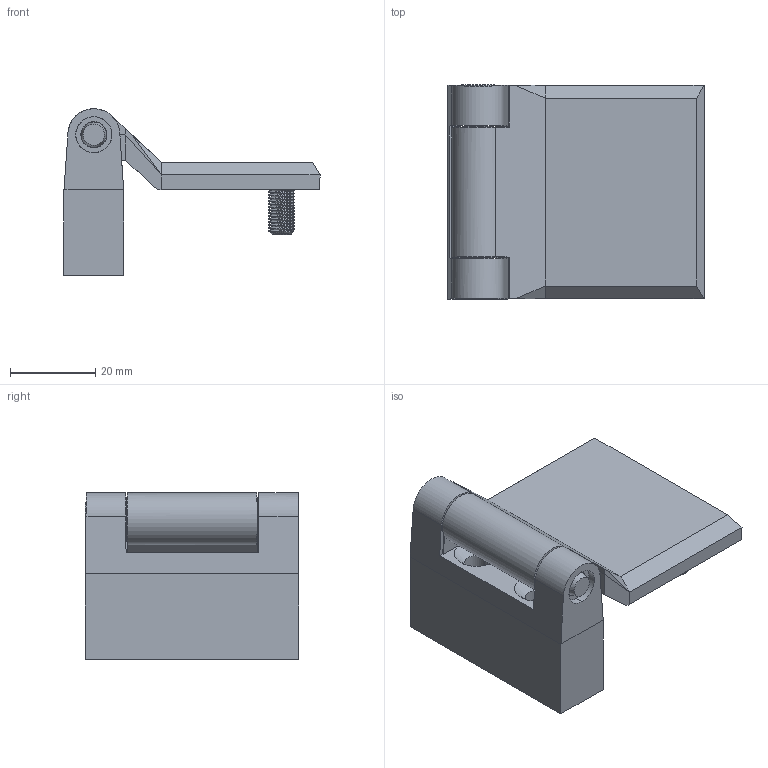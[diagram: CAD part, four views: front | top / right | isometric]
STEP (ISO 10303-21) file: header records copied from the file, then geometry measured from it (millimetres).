
FILE_DESCRIPTION (( 'STEP AP203' ), '1' );
FILE_NAME ('MK16.1.5.V1.20.STEP', '2022-06-28T12:03:21', ( '' ), ( '' ), 'SwSTEP 2.0', 'SolidWorks 2021', '' );
FILE_SCHEMA (( 'CONFIG_CONTROL_DESIGN' ));
Length unit declared in the file: millimetre
Products named in the file (1): MK16.1.5.V1.20
Bounding box: 60 x 50.09 x 39 mm (x, y, z)
Surface area: 17506.7 mm2 (no closed solid volume)
Topology: 0 solids, 6 shells, 229 faces, 648 edges, 428 vertices
Faces by surface type: plane 110, cylinder 77, cone 36, bspline 4, torus 2
Entity records: 12249 total; most frequent: CARTESIAN_POINT 6761, ORIENTED_EDGE 1226, DIRECTION 956, EDGE_CURVE 648, VERTEX_POINT 428, LINE 332, VECTOR 332, AXIS2_PLACEMENT_3D 312
